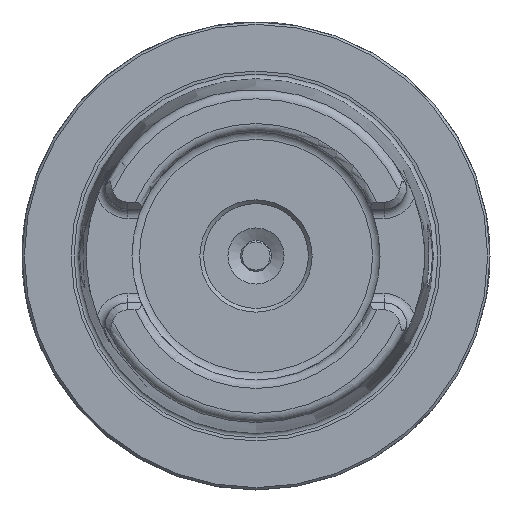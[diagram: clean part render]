
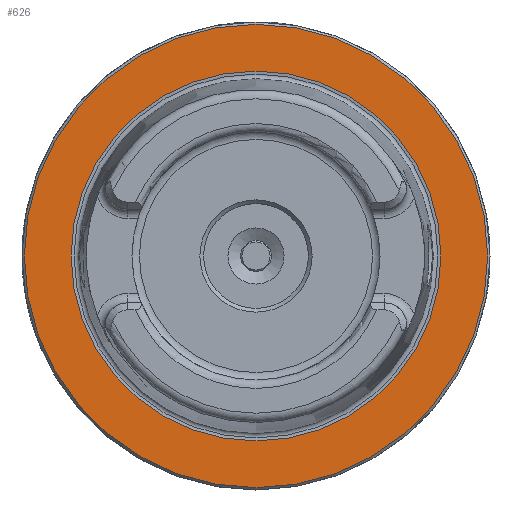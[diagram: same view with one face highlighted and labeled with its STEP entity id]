
A CAD part, left-side view. The second image highlights one B-rep face of the part: STEP entity #626.
In plain terms, the highlighted planar face has unit normal (-1, 0, 0).
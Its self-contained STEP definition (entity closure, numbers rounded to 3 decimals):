
#626 = ADVANCED_FACE( '', ( #1371, #1372 ), #1373, .T. );
#1371 = FACE_OUTER_BOUND( '', #2268, .T. );
#1372 = FACE_BOUND( '', #2269, .T. );
#1373 = PLANE( '', #2270 );
#2268 = EDGE_LOOP( '', ( #3987 ) );
#2269 = EDGE_LOOP( '', ( #3988 ) );
#2270 = AXIS2_PLACEMENT_3D( '', #3989, #3990, #3991 );
#3987 = ORIENTED_EDGE( '', *, *, #4944, .T. );
#3988 = ORIENTED_EDGE( '', *, *, #5027, .F. );
#3989 = CARTESIAN_POINT( '', ( 0., 0., 49.5 ) );
#3990 = DIRECTION( '', ( -1., 0., 0. ) );
#3991 = DIRECTION( '', ( 0., 0., 1. ) );
#4944 = EDGE_CURVE( '', #5942, #5942, #5943, .T. );
#5027 = EDGE_CURVE( '', #6075, #6075, #6076, .T. );
#5942 = VERTEX_POINT( '', #7764 );
#5943 = CIRCLE( '', #7765, 49.5 );
#6075 = VERTEX_POINT( '', #8293 );
#6076 = CIRCLE( '', #8294, 39.511 );
#7764 = CARTESIAN_POINT( '', ( 0., 0., 49.5 ) );
#7765 = AXIS2_PLACEMENT_3D( '', #9916, #9917, #9918 );
#8293 = CARTESIAN_POINT( '', ( 0., 0., 39.511 ) );
#8294 = AXIS2_PLACEMENT_3D( '', #10001, #10002, #10003 );
#9916 = CARTESIAN_POINT( '', ( 0., 0., 0. ) );
#9917 = DIRECTION( '', ( -1., 0., 0. ) );
#9918 = DIRECTION( '', ( 0., 0., 1. ) );
#10001 = CARTESIAN_POINT( '', ( 0., 0., 0. ) );
#10002 = DIRECTION( '', ( -1., 0., 0. ) );
#10003 = DIRECTION( '', ( 0., 0., 1. ) );
